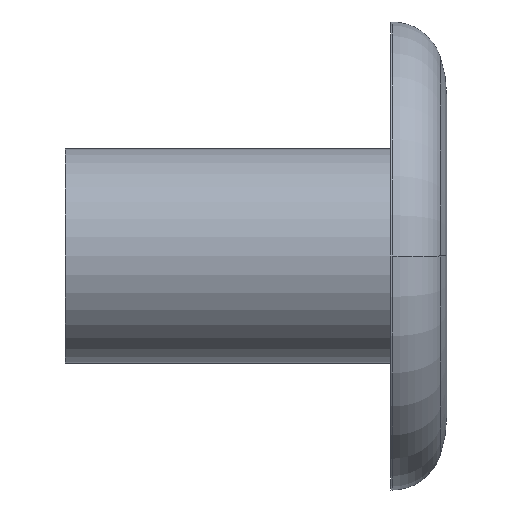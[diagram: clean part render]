
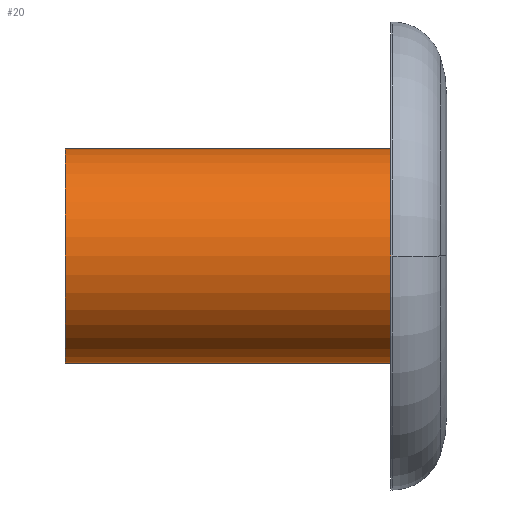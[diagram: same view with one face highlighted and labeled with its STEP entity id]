
A CAD part, left-side view. The second image highlights one B-rep face of the part: STEP entity #20.
In plain terms, the highlighted cylindrical face has radius 1.23 mm (diameter 2.46 mm), a partial arc.
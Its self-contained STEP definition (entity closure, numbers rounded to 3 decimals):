
#3 = EDGE_LOOP ( 'NONE', ( #345, #569, #522, #169, #516 ) ) ;
#20 = ADVANCED_FACE ( 'NONE', ( #602 ), #514, .T. ) ;
#46 = CARTESIAN_POINT ( 'NONE',  ( 0., 4.37, 0. ) ) ;
#66 = CARTESIAN_POINT ( 'NONE',  ( 0., 0.622, 0. ) ) ;
#95 = DIRECTION ( 'NONE',  ( 1., 0., 0. ) ) ;
#139 = DIRECTION ( 'NONE',  ( 0., -1., 0. ) ) ;
#161 = EDGE_CURVE ( 'NONE', #208, #401, #405, .T. ) ;
#168 = AXIS2_PLACEMENT_3D ( 'NONE', #375, #320, #95 ) ;
#169 = ORIENTED_EDGE ( 'NONE', *, *, #161, .T. ) ;
#176 = VERTEX_POINT ( 'NONE', #181 ) ;
#181 = CARTESIAN_POINT ( 'NONE',  ( 0., 0.622, 1.23 ) ) ;
#183 = AXIS2_PLACEMENT_3D ( 'NONE', #510, #557, #407 ) ;
#203 = CARTESIAN_POINT ( 'NONE',  ( -1.23, 0.622, 0. ) ) ;
#208 = VERTEX_POINT ( 'NONE', #450 ) ;
#216 = LINE ( 'NONE', #311, #618 ) ;
#255 = CARTESIAN_POINT ( 'NONE',  ( 0., 4.37, 1.23 ) ) ;
#279 = CIRCLE ( 'NONE', #183, 1.23 ) ;
#284 = VECTOR ( 'NONE', #139, 1000. ) ;
#286 = DIRECTION ( 'NONE',  ( 0., 1., 0. ) ) ;
#298 = EDGE_CURVE ( 'NONE', #664, #426, #279, .T. ) ;
#311 = CARTESIAN_POINT ( 'NONE',  ( 0., 4.37, 1.23 ) ) ;
#320 = DIRECTION ( 'NONE',  ( 0., 1., 0. ) ) ;
#326 = CIRCLE ( 'NONE', #168, 1.23 ) ;
#340 = AXIS2_PLACEMENT_3D ( 'NONE', #46, #382, #536 ) ;
#345 = ORIENTED_EDGE ( 'NONE', *, *, #629, .F. ) ;
#375 = CARTESIAN_POINT ( 'NONE',  ( 0., 0.622, 0. ) ) ;
#382 = DIRECTION ( 'NONE',  ( 0., -1., 0. ) ) ;
#392 = CARTESIAN_POINT ( 'NONE',  ( 0., 4.37, -1.23 ) ) ;
#401 = VERTEX_POINT ( 'NONE', #203 ) ;
#405 = CIRCLE ( 'NONE', #503, 1.23 ) ;
#407 = DIRECTION ( 'NONE',  ( 0., 0., 1. ) ) ;
#409 = EDGE_CURVE ( 'NONE', #664, #208, #584, .T. ) ;
#426 = VERTEX_POINT ( 'NONE', #255 ) ;
#450 = CARTESIAN_POINT ( 'NONE',  ( 0., 0.622, -1.23 ) ) ;
#465 = CARTESIAN_POINT ( 'NONE',  ( 0., 4.37, -1.23 ) ) ;
#503 = AXIS2_PLACEMENT_3D ( 'NONE', #66, #286, #665 ) ;
#510 = CARTESIAN_POINT ( 'NONE',  ( 0., 4.37, 0. ) ) ;
#514 = CYLINDRICAL_SURFACE ( 'NONE', #340, 1.23 ) ;
#516 = ORIENTED_EDGE ( 'NONE', *, *, #527, .T. ) ;
#522 = ORIENTED_EDGE ( 'NONE', *, *, #409, .T. ) ;
#527 = EDGE_CURVE ( 'NONE', #401, #176, #326, .T. ) ;
#536 = DIRECTION ( 'NONE',  ( 0., 0., -1. ) ) ;
#544 = DIRECTION ( 'NONE',  ( 0., -1., 0. ) ) ;
#557 = DIRECTION ( 'NONE',  ( 0., 1., 0. ) ) ;
#569 = ORIENTED_EDGE ( 'NONE', *, *, #298, .F. ) ;
#584 = LINE ( 'NONE', #465, #284 ) ;
#602 = FACE_OUTER_BOUND ( 'NONE', #3, .T. ) ;
#618 = VECTOR ( 'NONE', #544, 1000. ) ;
#629 = EDGE_CURVE ( 'NONE', #426, #176, #216, .T. ) ;
#664 = VERTEX_POINT ( 'NONE', #392 ) ;
#665 = DIRECTION ( 'NONE',  ( 1., 0., 0. ) ) ;
